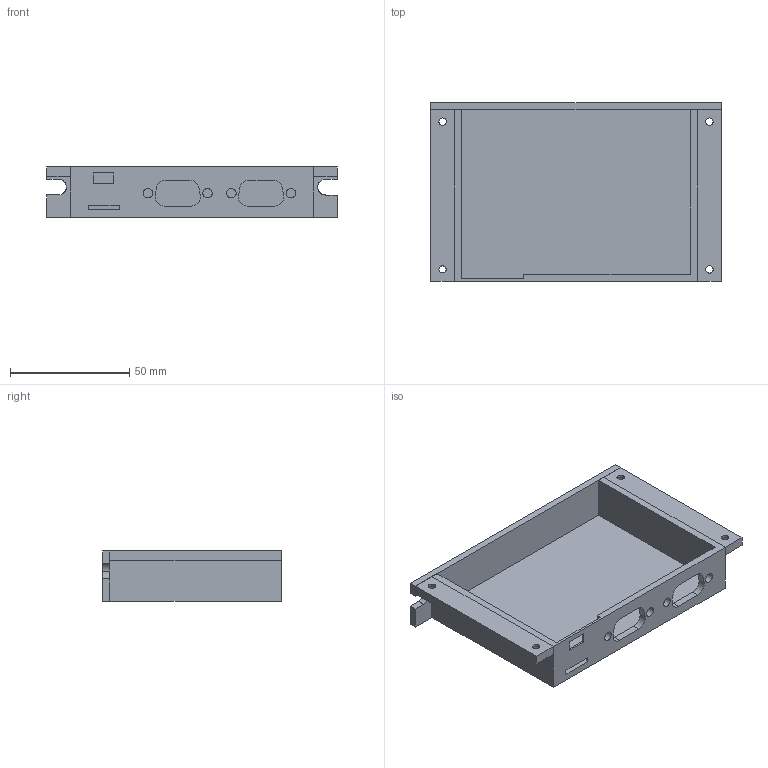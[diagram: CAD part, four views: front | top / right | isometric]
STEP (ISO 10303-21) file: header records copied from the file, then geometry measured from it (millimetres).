
FILE_DESCRIPTION(/* description */ ('FreeCAD Model','CAx-IF Rec.Pracs.---Representation and Presentation of Product Manufacturing Information (PMI)---4.0---2014-10-13'),/* implementation_level */ '2;1');
FILE_NAME(/* name */ 'Protoboard enclosure.step',/* time_stamp */ '2024-11-27T23:16:13-05:00',/* author */ (''),/* organization */ (''),/* preprocessor_version */ 'ST-DEVELOPER v20',/* originating_system */ 'Autodesk Translation Framework v13.20.0.188',/* authorisation */ '');
FILE_SCHEMA (('AP242_MANAGED_MODEL_BASED_3D_ENGINEERING_MIM_LF { 1 0 10303 442 1 1 4 }'));
Length unit declared in the file: millimetre
Products named in the file (2): DB_9_Male; Box
Assembly tree (1 placements, depth 2):
  DB_9_Male
    Box
Bounding box: 122 x 75 x 21 mm (x, y, z)
Volume: 45496.3 mm3; surface area: 34358.3 mm2
Topology: 4 solids, 4 shells, 81 faces, 210 edges, 140 vertices
Faces by surface type: plane 57, cylinder 20, bspline 4
Full cylindrical faces by diameter (mm): 3 x1, 3.1 x3, 4 x4, 6 x4
Entity records: 2690 total; most frequent: CARTESIAN_POINT 598, ORIENTED_EDGE 420, DIRECTION 398, EDGE_CURVE 210, LINE 158, VECTOR 158, VERTEX_POINT 140, AXIS2_PLACEMENT_3D 120
